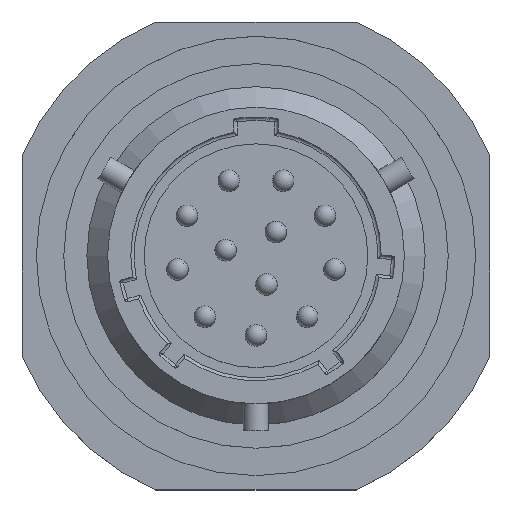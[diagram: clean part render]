
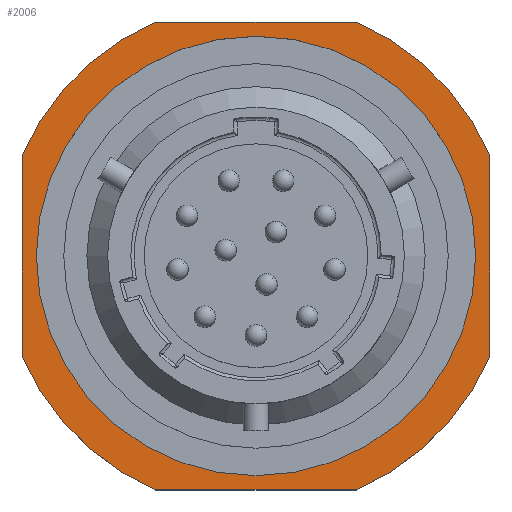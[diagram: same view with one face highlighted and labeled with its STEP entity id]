
A CAD part, top view. The second image highlights one B-rep face of the part: STEP entity #2006.
In plain terms, the highlighted planar face has unit normal (0, 0, 1).
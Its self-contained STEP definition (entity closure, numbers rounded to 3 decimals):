
#76=LINE($,#3359,#152);
#84=LINE($,#3381,#160);
#85=LINE($,#3382,#161);
#86=LINE($,#3383,#162);
#152=VECTOR($,#2775,14.963);
#160=VECTOR($,#2799,14.963);
#161=VECTOR($,#2800,14.963);
#162=VECTOR($,#2801,14.963);
#319=PLANE($,#2311);
#380=FACE_BOUND($,#707,.T.);
#491=FACE_OUTER_BOUND($,#706,.T.);
#706=EDGE_LOOP($,(#1511,#1512,#1513,#1514,#1515,#1516,#1517,#1518));
#707=EDGE_LOOP($,(#1519));
#863=CIRCLE($,#2298,19.);
#865=CIRCLE($,#2301,19.);
#869=CIRCLE($,#2308,19.);
#870=CIRCLE($,#2310,19.);
#871=CIRCLE($,#2312,16.4);
#996=VERTEX_POINT($,#3338);
#997=VERTEX_POINT($,#3339);
#1000=VERTEX_POINT($,#3347);
#1001=VERTEX_POINT($,#3348);
#1004=VERTEX_POINT($,#3356);
#1009=VERTEX_POINT($,#3371);
#1010=VERTEX_POINT($,#3375);
#1011=VERTEX_POINT($,#3376);
#1012=VERTEX_POINT($,#3384);
#1173=EDGE_CURVE($,#996,#997,#863,.T.);
#1177=EDGE_CURVE($,#1000,#1001,#865,.T.);
#1182=EDGE_CURVE($,#1004,#996,#76,.T.);
#1190=EDGE_CURVE($,#1004,#1009,#869,.T.);
#1191=EDGE_CURVE($,#1010,#1011,#870,.T.);
#1194=EDGE_CURVE($,#1010,#1009,#84,.T.);
#1195=EDGE_CURVE($,#1001,#1011,#85,.T.);
#1196=EDGE_CURVE($,#997,#1000,#86,.T.);
#1197=EDGE_CURVE($,#1012,#1012,#871,.T.);
#1511=ORIENTED_EDGE($,*,*,#1190,.T.);
#1512=ORIENTED_EDGE($,*,*,#1194,.F.);
#1513=ORIENTED_EDGE($,*,*,#1191,.T.);
#1514=ORIENTED_EDGE($,*,*,#1195,.F.);
#1515=ORIENTED_EDGE($,*,*,#1177,.F.);
#1516=ORIENTED_EDGE($,*,*,#1196,.F.);
#1517=ORIENTED_EDGE($,*,*,#1173,.F.);
#1518=ORIENTED_EDGE($,*,*,#1182,.F.);
#1519=ORIENTED_EDGE($,*,*,#1197,.F.);
#2006=ADVANCED_FACE($,(#491,#380),#319,.F.);
#2298=AXIS2_PLACEMENT_3D($,#3340,#2758,#2759);
#2301=AXIS2_PLACEMENT_3D($,#3349,#2766,#2767);
#2308=AXIS2_PLACEMENT_3D($,#3373,#2789,#2790);
#2310=AXIS2_PLACEMENT_3D($,#3377,#2793,#2794);
#2311=AXIS2_PLACEMENT_3D($,#3380,#2797,#2798);
#2312=AXIS2_PLACEMENT_3D($,#3385,#2802,#2803);
#2758=DIRECTION('center_axis',(0.,0.,-1.));
#2759=DIRECTION('ref_axis',(0.394,0.919,0.));
#2766=DIRECTION('center_axis',(0.,0.,-1.));
#2767=DIRECTION('ref_axis',(0.919,-0.394,0.));
#2775=DIRECTION($,(1.,0.,0.));
#2789=DIRECTION('center_axis',(0.,0.,1.));
#2790=DIRECTION('ref_axis',(-0.394,0.919,0.));
#2793=DIRECTION('center_axis',(0.,0.,1.));
#2794=DIRECTION('ref_axis',(-0.919,-0.394,0.));
#2797=DIRECTION('center_axis',(0.,0.,-1.));
#2798=DIRECTION('ref_axis',(-1.,0.,0.));
#2799=DIRECTION($,(0.,1.,0.));
#2800=DIRECTION($,(-1.,0.,0.));
#2801=DIRECTION($,(0.,-1.,0.));
#2802=DIRECTION('center_axis',(0.,0.,1.));
#2803=DIRECTION('ref_axis',(0.,1.,0.));
#3338=CARTESIAN_POINT('',(7.482,17.465,13.42));
#3339=CARTESIAN_POINT('',(17.465,7.482,13.42));
#3340=CARTESIAN_POINT('Origin',(0.,0.,13.42));
#3347=CARTESIAN_POINT('',(17.465,-7.482,13.42));
#3348=CARTESIAN_POINT('',(7.482,-17.465,13.42));
#3349=CARTESIAN_POINT('Origin',(0.,0.,13.42));
#3356=CARTESIAN_POINT('',(-7.482,17.465,13.42));
#3359=CARTESIAN_POINT($,(-7.482,17.465,13.42));
#3371=CARTESIAN_POINT('',(-17.465,7.482,13.42));
#3373=CARTESIAN_POINT('Origin',(0.,0.,13.42));
#3375=CARTESIAN_POINT('',(-17.465,-7.482,13.42));
#3376=CARTESIAN_POINT('',(-7.482,-17.465,13.42));
#3377=CARTESIAN_POINT('Origin',(0.,0.,13.42));
#3380=CARTESIAN_POINT('Origin',(19.212,19.212,13.42));
#3381=CARTESIAN_POINT($,(-17.465,-7.482,13.42));
#3382=CARTESIAN_POINT($,(7.482,-17.465,13.42));
#3383=CARTESIAN_POINT($,(17.465,7.482,13.42));
#3384=CARTESIAN_POINT('',(0.,-16.4,13.42));
#3385=CARTESIAN_POINT('Origin',(0.,0.,13.42));
